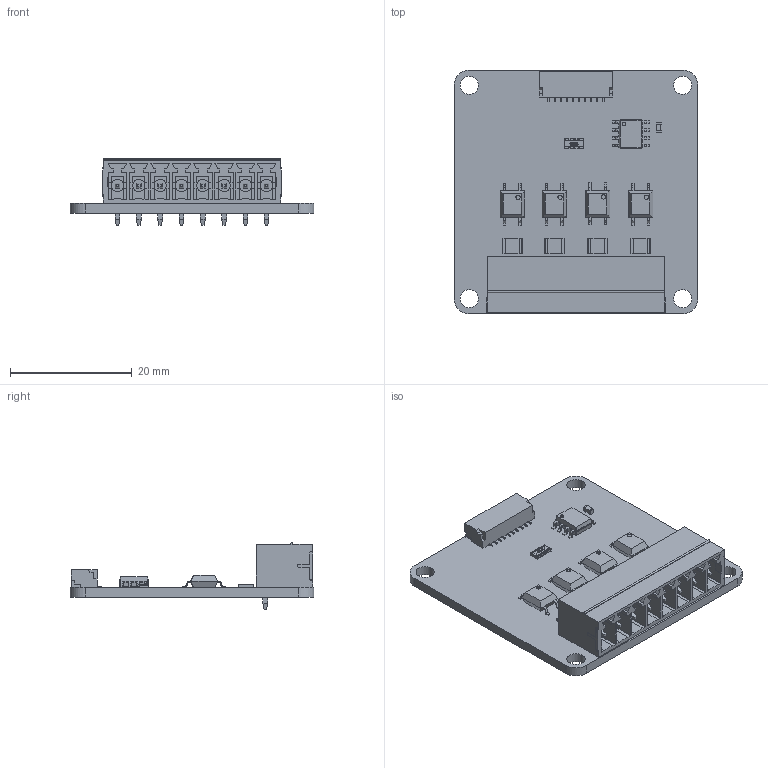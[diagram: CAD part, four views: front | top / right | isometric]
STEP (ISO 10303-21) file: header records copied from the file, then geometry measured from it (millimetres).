
FILE_DESCRIPTION(('FreeCAD Model'),'2;1');
FILE_NAME('industrial-quad-relay.step','2017-07-31T14:33:04',('kicad StepUp'),('ksu MCAD'), 'Open CASCADE STEP processor 6.8','FreeCAD','Unknown');
FILE_SCHEMA(('AUTOMOTIVE_DESIGN_CC2 { 1 2 10303 214 -1 1 5 4 }'));
Length unit declared in the file: millimetre
Products named in the file (14): Pcb; R_1210_; R_1210_001; R_1210_002; R_1210_003; C_0603_; R_4x0603_; SM10B-SRSS_; 8er_Phoenix_Buchse_; soic_8_39x49_p127_; SOP-4-WIDE_; SOP-4-WIDE_001; SOP-4-WIDE_002; SOP-4-WIDE_003
Bounding box: 40 x 40 x 10.9 mm (x, y, z)
Volume: 3631.5 mm3; surface area: 7059.2 mm2
Topology: 17 solids, 17 shells, 1585 faces, 4283 edges, 2788 vertices
Faces by surface type: plane 1229, cylinder 186, bspline 170
Full cylindrical faces by diameter (mm): 0.6 x1, 1.4 x8, 2 x8, 3 x4
Entity records: 60202 total; most frequent: CARTESIAN_POINT 10027, ORIENTED_EDGE 8566, DIRECTION 7195, EDGE_CURVE 4283, LINE 3587, VECTOR 3587, VERTEX_POINT 2788, AXIS2_PLACEMENT_3D 1804
